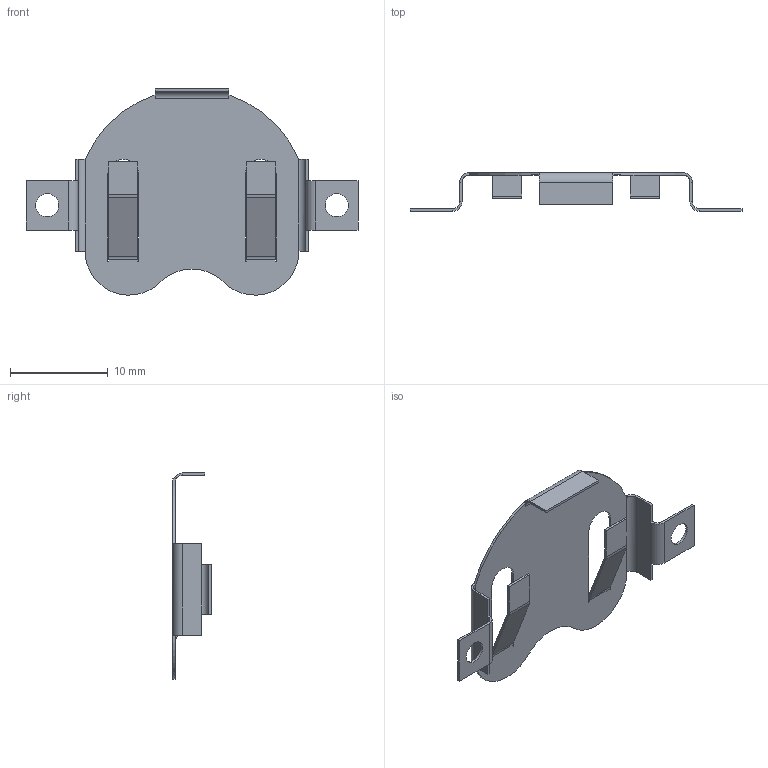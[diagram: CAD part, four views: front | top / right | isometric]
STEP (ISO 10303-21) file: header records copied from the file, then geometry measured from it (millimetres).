
FILE_DESCRIPTION (( 'STEP AP203' ), '1' );
FILE_NAME ('3084TR.STEP', '2019-01-02T04:39:46', ( '' ), ( '' ), 'SwSTEP 2.0', 'SolidWorks 2018', '' );
FILE_SCHEMA (( 'CONFIG_CONTROL_DESIGN' ));
Length unit declared in the file: millimetre
Products named in the file (1): 3084TR
Bounding box: 34.01 x 3.96 x 21.12 mm (x, y, z)
Volume: 131.5 mm3; surface area: 1108.4 mm2
Topology: 1 solids, 1 shells, 115 faces, 277 edges, 164 vertices
Faces by surface type: plane 83, cylinder 32
Entity records: 3394 total; most frequent: CARTESIAN_POINT 637, ORIENTED_EDGE 554, DIRECTION 551, EDGE_CURVE 277, LINE 203, VECTOR 203, AXIS2_PLACEMENT_3D 174, VERTEX_POINT 164
